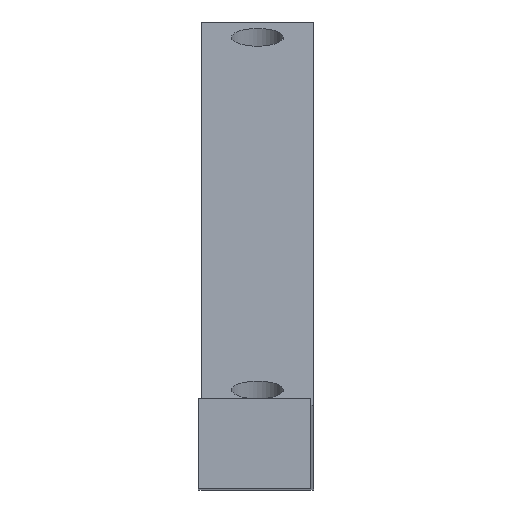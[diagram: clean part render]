
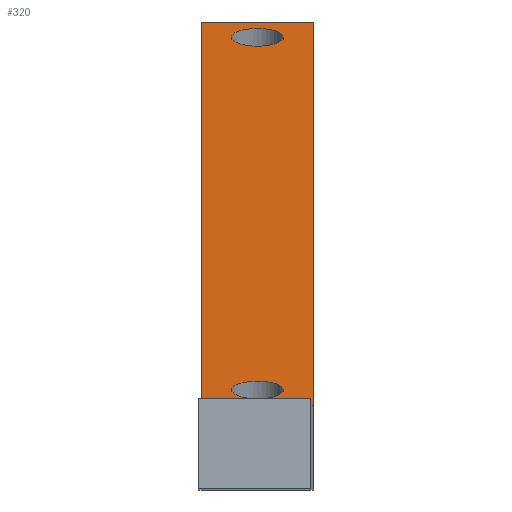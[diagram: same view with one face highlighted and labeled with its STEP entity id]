
A CAD part, top view. The second image highlights one B-rep face of the part: STEP entity #320.
In plain terms, the highlighted planar face has unit normal (0, 0.94, 0.342).
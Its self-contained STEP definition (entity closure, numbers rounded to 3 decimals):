
#21=FACE_BOUND('',#57,.T.);
#22=FACE_BOUND('',#58,.T.);
#30=CIRCLE('',#353,1.15);
#31=CIRCLE('',#354,1.15);
#38=FACE_OUTER_BOUND('',#56,.T.);
#56=EDGE_LOOP('',(#220,#221,#222,#223,#224,#225));
#57=EDGE_LOOP('',(#226));
#58=EDGE_LOOP('',(#227));
#83=LINE('',#475,#116);
#84=LINE('',#477,#117);
#85=LINE('',#479,#118);
#86=LINE('',#481,#119);
#87=LINE('',#483,#120);
#88=LINE('',#484,#121);
#116=VECTOR('',#384,10.);
#117=VECTOR('',#385,10.);
#118=VECTOR('',#386,10.);
#119=VECTOR('',#387,10.);
#120=VECTOR('',#388,10.);
#121=VECTOR('',#389,10.);
#149=VERTEX_POINT('',#473);
#150=VERTEX_POINT('',#474);
#151=VERTEX_POINT('',#476);
#152=VERTEX_POINT('',#478);
#153=VERTEX_POINT('',#480);
#154=VERTEX_POINT('',#482);
#155=VERTEX_POINT('',#485);
#156=VERTEX_POINT('',#487);
#177=EDGE_CURVE('',#149,#150,#83,.T.);
#178=EDGE_CURVE('',#151,#149,#84,.T.);
#179=EDGE_CURVE('',#151,#152,#85,.T.);
#180=EDGE_CURVE('',#152,#153,#86,.T.);
#181=EDGE_CURVE('',#153,#154,#87,.T.);
#182=EDGE_CURVE('',#154,#150,#88,.T.);
#183=EDGE_CURVE('',#155,#155,#30,.T.);
#184=EDGE_CURVE('',#156,#156,#31,.T.);
#220=ORIENTED_EDGE('',*,*,#177,.F.);
#221=ORIENTED_EDGE('',*,*,#178,.F.);
#222=ORIENTED_EDGE('',*,*,#179,.T.);
#223=ORIENTED_EDGE('',*,*,#180,.T.);
#224=ORIENTED_EDGE('',*,*,#181,.T.);
#225=ORIENTED_EDGE('',*,*,#182,.T.);
#226=ORIENTED_EDGE('',*,*,#183,.T.);
#227=ORIENTED_EDGE('',*,*,#184,.T.);
#306=PLANE('',#352);
#320=ADVANCED_FACE('',(#38,#21,#22),#306,.T.);
#352=AXIS2_PLACEMENT_3D('',#472,#382,#383);
#353=AXIS2_PLACEMENT_3D('',#486,#390,#391);
#354=AXIS2_PLACEMENT_3D('',#488,#392,#393);
#382=DIRECTION('center_axis',(0.,0.94,0.342));
#383=DIRECTION('ref_axis',(1.,0.,0.));
#384=DIRECTION('',(-1.,0.,0.));
#385=DIRECTION('',(0.,0.342,-0.94));
#386=DIRECTION('',(1.,0.,0.));
#387=DIRECTION('',(0.,0.342,-0.94));
#388=DIRECTION('',(-1.,0.,0.));
#389=DIRECTION('',(0.,-0.342,0.94));
#390=DIRECTION('center_axis',(0.,-0.94,-0.342));
#391=DIRECTION('ref_axis',(1.,0.,0.));
#392=DIRECTION('center_axis',(0.,-0.94,-0.342));
#393=DIRECTION('ref_axis',(1.,0.,0.));
#472=CARTESIAN_POINT('Origin',(2.627,12.309,-22.124));
#473=CARTESIAN_POINT('',(5.,4.,0.705));
#474=CARTESIAN_POINT('',(0.127,4.,0.705));
#475=CARTESIAN_POINT('',(2.563,4.,0.705));
#476=CARTESIAN_POINT('',(5.,3.759,1.368));
#477=CARTESIAN_POINT('',(5.,2.41,5.075));
#478=CARTESIAN_POINT('',(5.127,3.759,1.368));
#479=CARTESIAN_POINT('',(0.127,3.759,1.368));
#480=CARTESIAN_POINT('',(5.127,20.86,-45.617));
#481=CARTESIAN_POINT('',(5.127,20.86,-45.617));
#482=CARTESIAN_POINT('',(0.127,20.86,-45.617));
#483=CARTESIAN_POINT('',(0.127,20.86,-45.617));
#484=CARTESIAN_POINT('',(0.127,3.759,1.368));
#485=CARTESIAN_POINT('',(1.477,4.443,-0.511));
#486=CARTESIAN_POINT('Origin',(2.627,4.443,-0.511));
#487=CARTESIAN_POINT('',(1.477,20.176,-43.737));
#488=CARTESIAN_POINT('Origin',(2.627,20.176,-43.737));
